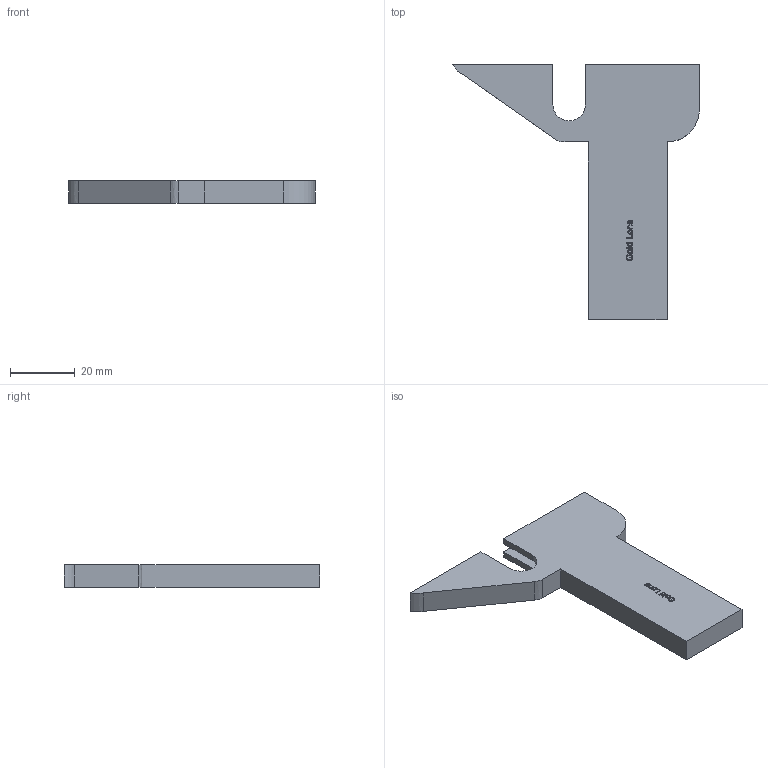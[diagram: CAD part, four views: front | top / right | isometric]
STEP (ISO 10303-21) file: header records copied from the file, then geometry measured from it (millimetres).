
FILE_DESCRIPTION(('HOOPS Exchange Step'),'2;1');
FILE_NAME('temp_export','2025-01-12T21:01:48+16:00',('keithcurry'),('Shapr3D Limited'),'HOOPS Exchange 2024.6','Shapr3D','Authorized');
FILE_SCHEMA( ('AP242_MANAGED_MODEL_BASED_3D_ENGINEERING_MIM_LF {1 0 10303 442 1 1 4 }') );
Length unit declared in the file: millimetre
Products named in the file (1): root
Bounding box: 76.42 x 79 x 7 mm (x, y, z)
Volume: 15048 mm3; surface area: 9614.9 mm2
Topology: 1 solids, 1 shells, 97 faces, 252 edges, 168 vertices
Faces by surface type: plane 64, bspline 29, cylinder 4
Entity records: 3930 total; most frequent: CARTESIAN_POINT 1702, ORIENTED_EDGE 504, DIRECTION 342, EDGE_CURVE 252, VECTOR 186, LINE 186, VERTEX_POINT 168, EDGE_LOOP 108
